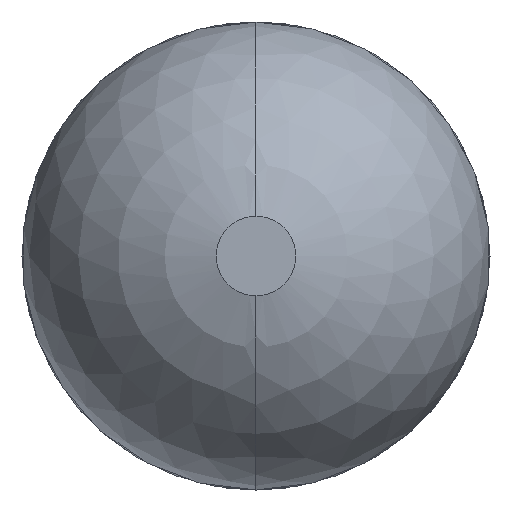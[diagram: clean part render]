
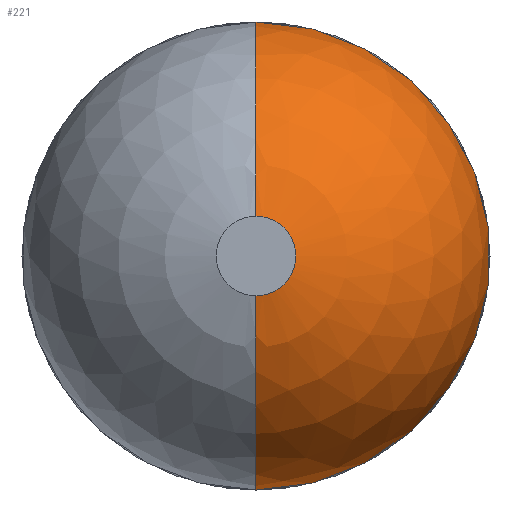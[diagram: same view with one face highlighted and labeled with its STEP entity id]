
A CAD part, left-side view. The second image highlights one B-rep face of the part: STEP entity #221.
In plain terms, the highlighted spherical face has radius 1.14 mm.
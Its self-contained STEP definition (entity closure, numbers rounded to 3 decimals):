
#21=CARTESIAN_POINT('',(-6.48,0.,0.));
#22=DIRECTION('',(0.,1.,0.));
#23=DIRECTION('',(0.625,0.,-0.781));
#24=AXIS2_PLACEMENT_3D('',#21,#22,#23);
#26=CARTESIAN_POINT('',(-6.48,0.,0.));
#27=DIRECTION('',(0.,-1.,0.));
#28=DIRECTION('',(0.625,0.,0.781));
#29=AXIS2_PLACEMENT_3D('',#26,#27,#28);
#31=CARTESIAN_POINT('',(-5.768,0.,0.));
#32=DIRECTION('',(-1.,0.,0.));
#33=DIRECTION('',(0.,0.,-1.));
#34=AXIS2_PLACEMENT_3D('',#31,#32,#33);
#54=CARTESIAN_POINT('',(-7.603,0.,0.));
#55=DIRECTION('',(-1.,0.,0.));
#56=DIRECTION('',(0.,0.,-1.));
#57=AXIS2_PLACEMENT_3D('',#54,#55,#56);
#146=CARTESIAN_POINT('',(-5.768,0.,-0.89));
#148=VERTEX_POINT('',#146);
#149=CARTESIAN_POINT('',(-7.603,0.,-0.194));
#150=VERTEX_POINT('',#149);
#162=CARTESIAN_POINT('',(-5.768,0.,0.89));
#164=VERTEX_POINT('',#162);
#165=CARTESIAN_POINT('',(-7.603,0.,0.194));
#166=VERTEX_POINT('',#165);
#207=CARTESIAN_POINT('',(-6.48,0.,0.));
#208=DIRECTION('',(1.,0.,0.));
#209=DIRECTION('',(0.,0.,1.));
#210=AXIS2_PLACEMENT_3D('',#207,#208,#209);
#211=SPHERICAL_SURFACE('',#210,1.14);
#213=ORIENTED_EDGE('',*,*,#212,.T.);
#215=ORIENTED_EDGE('',*,*,#214,.T.);
#217=ORIENTED_EDGE('',*,*,#216,.F.);
#218=ORIENTED_EDGE('',*,*,#199,.F.);
#219=EDGE_LOOP('',(#213,#215,#217,#218));
#220=FACE_OUTER_BOUND('',#219,.F.);
#221=ADVANCED_FACE('',(#220),#211,.T.);
#25=CIRCLE('',#24,1.14);
#30=CIRCLE('',#29,1.14);
#35=CIRCLE('',#34,0.89);
#58=CIRCLE('',#57,0.194);
#199=EDGE_CURVE('',#148,#164,#35,.T.);
#212=EDGE_CURVE('',#148,#150,#25,.T.);
#214=EDGE_CURVE('',#150,#166,#58,.T.);
#216=EDGE_CURVE('',#164,#166,#30,.T.);
